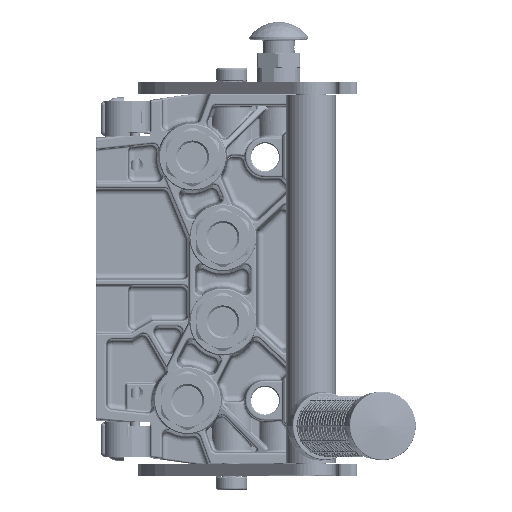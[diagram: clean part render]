
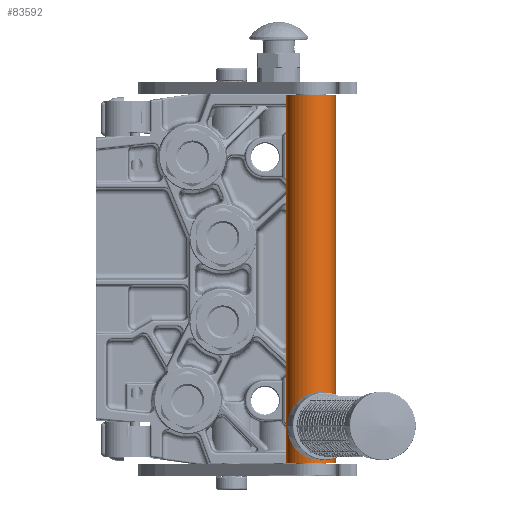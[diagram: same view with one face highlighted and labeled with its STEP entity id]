
A CAD part, top view. The second image highlights one B-rep face of the part: STEP entity #83592.
In plain terms, the highlighted cylindrical face has radius 12.5 mm (diameter 25 mm), a partial arc.
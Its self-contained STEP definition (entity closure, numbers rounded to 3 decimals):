
#1086 = DIRECTION ( 'NONE',  ( 0., 0., -1. ) ) ;
#11432 = VECTOR ( 'NONE', #235916, 1000. ) ;
#13887 = DIRECTION ( 'NONE',  ( 0., 0., -1. ) ) ;
#23507 = CARTESIAN_POINT ( 'NONE',  ( 192., 0., 0. ) ) ;
#35077 = VECTOR ( 'NONE', #122272, 1000. ) ;
#42788 = ORIENTED_EDGE ( 'NONE', *, *, #202068, .T. ) ;
#45132 = LINE ( 'NONE', #256496, #11432 ) ;
#47118 = ORIENTED_EDGE ( 'NONE', *, *, #49403, .F. ) ;
#49403 = EDGE_CURVE ( 'NONE', #56926, #241904, #109366, .T. ) ;
#50501 = CARTESIAN_POINT ( 'NONE',  ( 192., 0., -12.5 ) ) ;
#51969 = CARTESIAN_POINT ( 'NONE',  ( 192., 0., -12.5 ) ) ;
#56926 = VERTEX_POINT ( 'NONE', #51969 ) ;
#66802 = CARTESIAN_POINT ( 'NONE',  ( 192., 0., 12.5 ) ) ;
#81900 = EDGE_LOOP ( 'NONE', ( #42788, #99978, #47118, #128909 ) ) ;
#83578 = EDGE_CURVE ( 'NONE', #56926, #234318, #176040, .T. ) ;
#83592 = ADVANCED_FACE ( 'NONE', ( #162635 ), #135740, .T. ) ;
#88228 = DIRECTION ( 'NONE',  ( 1., 0., 0. ) ) ;
#99978 = ORIENTED_EDGE ( 'NONE', *, *, #120291, .F. ) ;
#102951 = DIRECTION ( 'NONE',  ( 1., 0., 0. ) ) ;
#109366 = CIRCLE ( 'NONE', #211714, 12.5 ) ;
#120291 = EDGE_CURVE ( 'NONE', #241904, #169877, #45132, .T. ) ;
#122272 = DIRECTION ( 'NONE',  ( -1., 0., 0. ) ) ;
#128909 = ORIENTED_EDGE ( 'NONE', *, *, #83578, .T. ) ;
#135740 = CYLINDRICAL_SURFACE ( 'NONE', #160097, 12.5 ) ;
#147113 = CARTESIAN_POINT ( 'NONE',  ( 4.5, 0., -12.5 ) ) ;
#152843 = CIRCLE ( 'NONE', #253377, 12.5 ) ;
#160097 = AXIS2_PLACEMENT_3D ( 'NONE', #229123, #166266, #189697 ) ;
#162635 = FACE_OUTER_BOUND ( 'NONE', #81900, .T. ) ;
#166266 = DIRECTION ( 'NONE',  ( -1., 0., 0. ) ) ;
#169877 = VERTEX_POINT ( 'NONE', #262803 ) ;
#176040 = LINE ( 'NONE', #50501, #35077 ) ;
#189697 = DIRECTION ( 'NONE',  ( 0., 0., 1. ) ) ;
#202068 = EDGE_CURVE ( 'NONE', #234318, #169877, #152843, .T. ) ;
#207070 = CARTESIAN_POINT ( 'NONE',  ( 4.5, 0., 0. ) ) ;
#211714 = AXIS2_PLACEMENT_3D ( 'NONE', #23507, #88228, #1086 ) ;
#229123 = CARTESIAN_POINT ( 'NONE',  ( -9.825, 0., 0. ) ) ;
#234318 = VERTEX_POINT ( 'NONE', #147113 ) ;
#235916 = DIRECTION ( 'NONE',  ( -1., 0., 0. ) ) ;
#241904 = VERTEX_POINT ( 'NONE', #66802 ) ;
#253377 = AXIS2_PLACEMENT_3D ( 'NONE', #207070, #102951, #13887 ) ;
#256496 = CARTESIAN_POINT ( 'NONE',  ( 192., 0., 12.5 ) ) ;
#262803 = CARTESIAN_POINT ( 'NONE',  ( 4.5, 0., 12.5 ) ) ;
